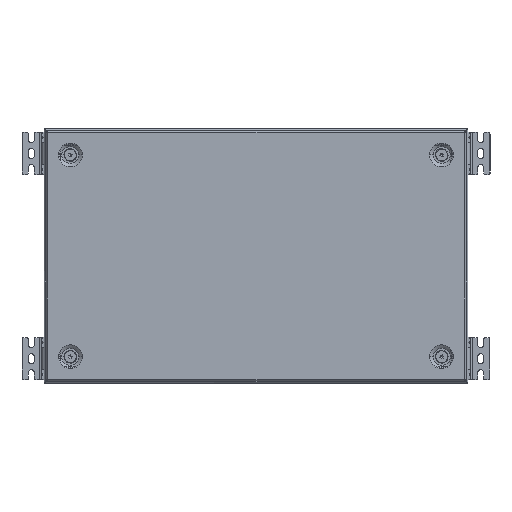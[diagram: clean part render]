
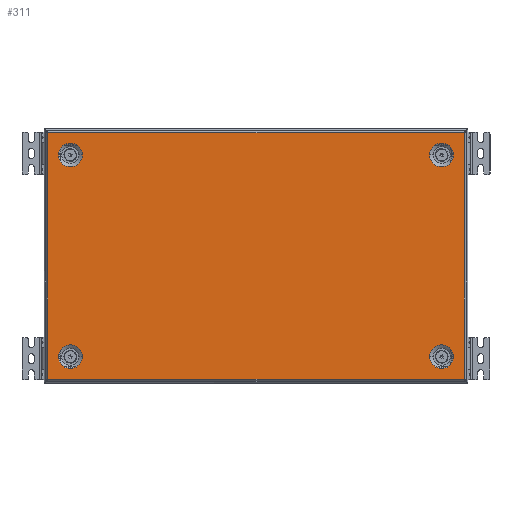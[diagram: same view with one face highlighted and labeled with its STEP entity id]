
A CAD part, top view. The second image highlights one B-rep face of the part: STEP entity #311.
In plain terms, the highlighted planar face has unit normal (0, 0, 1).
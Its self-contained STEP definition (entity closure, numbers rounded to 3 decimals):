
#148 = CARTESIAN_POINT ( 'NONE',  ( 233., 119., 0. ) ) ;
#240 = DIRECTION ( 'NONE',  ( 1., 0., 0. ) ) ;
#311 = ADVANCED_FACE ( 'NONE', ( #770, #19452, #19182, #15076, #10729 ), #15485, .T. ) ;
#446 = VECTOR ( 'NONE', #21120, 1000. ) ;
#770 = FACE_BOUND ( 'NONE', #19365, .T. ) ;
#1046 = LINE ( 'NONE', #26236, #26754 ) ;
#1259 = ORIENTED_EDGE ( 'NONE', *, *, #18308, .F. ) ;
#1907 = VERTEX_POINT ( 'NONE', #17332 ) ;
#1924 = ORIENTED_EDGE ( 'NONE', *, *, #11724, .T. ) ;
#1958 = DIRECTION ( 'NONE',  ( 0., 0., 1. ) ) ;
#2083 = VERTEX_POINT ( 'NONE', #18280 ) ;
#2201 = CARTESIAN_POINT ( 'NONE',  ( -233., 119., 0. ) ) ;
#2570 = CARTESIAN_POINT ( 'NONE',  ( -247.5, 145.5, 0. ) ) ;
#2578 = CARTESIAN_POINT ( 'NONE',  ( 0., 0., 0. ) ) ;
#2724 = VERTEX_POINT ( 'NONE', #4471 ) ;
#2912 = ORIENTED_EDGE ( 'NONE', *, *, #11898, .F. ) ;
#3437 = CARTESIAN_POINT ( 'NONE',  ( -245.4, 145.5, 0. ) ) ;
#3522 = DIRECTION ( 'NONE',  ( 1., 0., 0. ) ) ;
#3571 = EDGE_LOOP ( 'NONE', ( #12843, #13767 ) ) ;
#3615 = VERTEX_POINT ( 'NONE', #148 ) ;
#3698 = EDGE_LOOP ( 'NONE', ( #19797, #4950, #2912, #12780, #4263, #1924, #15303, #16420 ) ) ;
#4104 = VERTEX_POINT ( 'NONE', #10127 ) ;
#4205 = CARTESIAN_POINT ( 'NONE',  ( -219., -119., 0. ) ) ;
#4263 = ORIENTED_EDGE ( 'NONE', *, *, #24820, .T. ) ;
#4302 = DIRECTION ( 'NONE',  ( -1., 0., 0. ) ) ;
#4347 = DIRECTION ( 'NONE',  ( -1., 0., 0. ) ) ;
#4471 = CARTESIAN_POINT ( 'NONE',  ( -205., 119., 0. ) ) ;
#4503 = VERTEX_POINT ( 'NONE', #3437 ) ;
#4600 = DIRECTION ( 'NONE',  ( 1., 0., 0. ) ) ;
#4620 = ORIENTED_EDGE ( 'NONE', *, *, #18472, .F. ) ;
#4749 = VERTEX_POINT ( 'NONE', #22627 ) ;
#4950 = ORIENTED_EDGE ( 'NONE', *, *, #12911, .T. ) ;
#5087 = ORIENTED_EDGE ( 'NONE', *, *, #23133, .F. ) ;
#5277 = EDGE_CURVE ( 'NONE', #4104, #15126, #22578, .T. ) ;
#5581 = CARTESIAN_POINT ( 'NONE',  ( -205., -119., 0. ) ) ;
#5846 = AXIS2_PLACEMENT_3D ( 'NONE', #7949, #1958, #24845 ) ;
#6518 = LINE ( 'NONE', #12483, #21700 ) ;
#7062 = CIRCLE ( 'NONE', #11401, 14. ) ;
#7170 = DIRECTION ( 'NONE',  ( 1., 0., 0. ) ) ;
#7622 = CARTESIAN_POINT ( 'NONE',  ( 245.5, -145.5, 0. ) ) ;
#7784 = VECTOR ( 'NONE', #10857, 1000. ) ;
#7926 = DIRECTION ( 'NONE',  ( 1., 0., 0. ) ) ;
#7949 = CARTESIAN_POINT ( 'NONE',  ( 219., -119., 0. ) ) ;
#8059 = LINE ( 'NONE', #14462, #25121 ) ;
#8688 = DIRECTION ( 'NONE',  ( 0., 0., 1. ) ) ;
#9102 = CARTESIAN_POINT ( 'NONE',  ( -219., -119., 0. ) ) ;
#9340 = DIRECTION ( 'NONE',  ( 0., 1., 0. ) ) ;
#9613 = EDGE_CURVE ( 'NONE', #19676, #24332, #26080, .T. ) ;
#9787 = AXIS2_PLACEMENT_3D ( 'NONE', #20970, #18921, #240 ) ;
#9817 = VERTEX_POINT ( 'NONE', #10325 ) ;
#10127 = CARTESIAN_POINT ( 'NONE',  ( -233., -119., 0. ) ) ;
#10325 = CARTESIAN_POINT ( 'NONE',  ( -245.4, -145.5, 0. ) ) ;
#10389 = CIRCLE ( 'NONE', #26018, 14. ) ;
#10728 = DIRECTION ( 'NONE',  ( 0., 0., 1. ) ) ;
#10729 = FACE_BOUND ( 'NONE', #11712, .T. ) ;
#10749 = CARTESIAN_POINT ( 'NONE',  ( -245.5, 145.793, 0. ) ) ;
#10857 = DIRECTION ( 'NONE',  ( 1., 0., 0. ) ) ;
#11143 = VERTEX_POINT ( 'NONE', #13335 ) ;
#11401 = AXIS2_PLACEMENT_3D ( 'NONE', #13253, #17517, #7170 ) ;
#11701 = ORIENTED_EDGE ( 'NONE', *, *, #20514, .F. ) ;
#11712 = EDGE_LOOP ( 'NONE', ( #13989, #1259 ) ) ;
#11724 = EDGE_CURVE ( 'NONE', #9817, #15319, #6518, .T. ) ;
#11898 = EDGE_CURVE ( 'NONE', #20110, #4503, #17001, .T. ) ;
#12229 = CARTESIAN_POINT ( 'NONE',  ( 245.4, -145.5, 0. ) ) ;
#12329 = AXIS2_PLACEMENT_3D ( 'NONE', #2578, #8688, #17006 ) ;
#12483 = CARTESIAN_POINT ( 'NONE',  ( -245.793, -145.5, 0. ) ) ;
#12631 = EDGE_CURVE ( 'NONE', #15319, #19676, #8059, .T. ) ;
#12723 = EDGE_CURVE ( 'NONE', #24332, #16354, #18297, .T. ) ;
#12748 = CIRCLE ( 'NONE', #21472, 14. ) ;
#12780 = ORIENTED_EDGE ( 'NONE', *, *, #14109, .T. ) ;
#12843 = ORIENTED_EDGE ( 'NONE', *, *, #26007, .F. ) ;
#12856 = CARTESIAN_POINT ( 'NONE',  ( 219., 119., 0. ) ) ;
#12911 = EDGE_CURVE ( 'NONE', #16354, #4503, #17054, .T. ) ;
#13049 = CARTESIAN_POINT ( 'NONE',  ( 245.5, 145.5, 0. ) ) ;
#13253 = CARTESIAN_POINT ( 'NONE',  ( -219., 119., 0. ) ) ;
#13335 = CARTESIAN_POINT ( 'NONE',  ( 205., 119., 0. ) ) ;
#13426 = CARTESIAN_POINT ( 'NONE',  ( -245.5, 145.5, 0. ) ) ;
#13767 = ORIENTED_EDGE ( 'NONE', *, *, #23233, .F. ) ;
#13989 = ORIENTED_EDGE ( 'NONE', *, *, #5277, .F. ) ;
#14109 = EDGE_CURVE ( 'NONE', #20110, #4749, #19064, .T. ) ;
#14462 = CARTESIAN_POINT ( 'NONE',  ( 247.5, -145.5, 0. ) ) ;
#14567 = CIRCLE ( 'NONE', #9787, 14. ) ;
#15076 = FACE_BOUND ( 'NONE', #3571, .T. ) ;
#15126 = VERTEX_POINT ( 'NONE', #5581 ) ;
#15303 = ORIENTED_EDGE ( 'NONE', *, *, #12631, .T. ) ;
#15319 = VERTEX_POINT ( 'NONE', #12229 ) ;
#15485 = PLANE ( 'NONE',  #12329 ) ;
#15490 = CARTESIAN_POINT ( 'NONE',  ( 245.4, 145.5, 0. ) ) ;
#15760 = DIRECTION ( 'NONE',  ( 1., 0., 0. ) ) ;
#15780 = EDGE_CURVE ( 'NONE', #2724, #23420, #7062, .T. ) ;
#15948 = VECTOR ( 'NONE', #9340, 1000. ) ;
#16016 = CIRCLE ( 'NONE', #21275, 14. ) ;
#16354 = VERTEX_POINT ( 'NONE', #15490 ) ;
#16420 = ORIENTED_EDGE ( 'NONE', *, *, #9613, .T. ) ;
#17001 = LINE ( 'NONE', #2570, #7784 ) ;
#17006 = DIRECTION ( 'NONE',  ( 1., 0., 0. ) ) ;
#17054 = LINE ( 'NONE', #25352, #20807 ) ;
#17332 = CARTESIAN_POINT ( 'NONE',  ( 205., -119., 0. ) ) ;
#17517 = DIRECTION ( 'NONE',  ( 0., 0., 1. ) ) ;
#17812 = CARTESIAN_POINT ( 'NONE',  ( -219., 119., 0. ) ) ;
#18280 = CARTESIAN_POINT ( 'NONE',  ( 233., -119., 0. ) ) ;
#18297 = LINE ( 'NONE', #26578, #20345 ) ;
#18308 = EDGE_CURVE ( 'NONE', #15126, #4104, #10389, .T. ) ;
#18472 = EDGE_CURVE ( 'NONE', #23420, #2724, #16016, .T. ) ;
#18636 = DIRECTION ( 'NONE',  ( 0., 0., 1. ) ) ;
#18921 = DIRECTION ( 'NONE',  ( 0., 0., 1. ) ) ;
#19064 = LINE ( 'NONE', #10749, #446 ) ;
#19182 = FACE_OUTER_BOUND ( 'NONE', #3698, .T. ) ;
#19365 = EDGE_LOOP ( 'NONE', ( #4620, #26659 ) ) ;
#19433 = EDGE_LOOP ( 'NONE', ( #5087, #11701 ) ) ;
#19452 = FACE_BOUND ( 'NONE', #19433, .T. ) ;
#19676 = VERTEX_POINT ( 'NONE', #7622 ) ;
#19687 = CARTESIAN_POINT ( 'NONE',  ( 245.5, -145.793, 0. ) ) ;
#19797 = ORIENTED_EDGE ( 'NONE', *, *, #12723, .T. ) ;
#20110 = VERTEX_POINT ( 'NONE', #13426 ) ;
#20345 = VECTOR ( 'NONE', #24550, 1000. ) ;
#20514 = EDGE_CURVE ( 'NONE', #11143, #3615, #20605, .T. ) ;
#20605 = CIRCLE ( 'NONE', #24910, 14. ) ;
#20644 = CIRCLE ( 'NONE', #5846, 14. ) ;
#20807 = VECTOR ( 'NONE', #21279, 1000. ) ;
#20925 = DIRECTION ( 'NONE',  ( 0., 0., 1. ) ) ;
#20970 = CARTESIAN_POINT ( 'NONE',  ( 219., -119., 0. ) ) ;
#21071 = DIRECTION ( 'NONE',  ( -1., 0., 0. ) ) ;
#21120 = DIRECTION ( 'NONE',  ( 0., -1., 0. ) ) ;
#21275 = AXIS2_PLACEMENT_3D ( 'NONE', #17812, #23648, #15760 ) ;
#21279 = DIRECTION ( 'NONE',  ( -1., 0., 0. ) ) ;
#21472 = AXIS2_PLACEMENT_3D ( 'NONE', #24863, #20925, #4302 ) ;
#21700 = VECTOR ( 'NONE', #4600, 1000. ) ;
#22578 = CIRCLE ( 'NONE', #26470, 14. ) ;
#22627 = CARTESIAN_POINT ( 'NONE',  ( -245.5, -145.5, 0. ) ) ;
#23133 = EDGE_CURVE ( 'NONE', #3615, #11143, #12748, .T. ) ;
#23233 = EDGE_CURVE ( 'NONE', #1907, #2083, #14567, .T. ) ;
#23354 = DIRECTION ( 'NONE',  ( 0., 0., 1. ) ) ;
#23420 = VERTEX_POINT ( 'NONE', #2201 ) ;
#23648 = DIRECTION ( 'NONE',  ( 0., 0., 1. ) ) ;
#24332 = VERTEX_POINT ( 'NONE', #13049 ) ;
#24550 = DIRECTION ( 'NONE',  ( -1., 0., 0. ) ) ;
#24820 = EDGE_CURVE ( 'NONE', #4749, #9817, #1046, .T. ) ;
#24845 = DIRECTION ( 'NONE',  ( 1., 0., 0. ) ) ;
#24863 = CARTESIAN_POINT ( 'NONE',  ( 219., 119., 0. ) ) ;
#24910 = AXIS2_PLACEMENT_3D ( 'NONE', #12856, #23354, #21071 ) ;
#25025 = DIRECTION ( 'NONE',  ( -1., 0., 0. ) ) ;
#25121 = VECTOR ( 'NONE', #7926, 1000. ) ;
#25352 = CARTESIAN_POINT ( 'NONE',  ( 245.793, 145.5, 0. ) ) ;
#26007 = EDGE_CURVE ( 'NONE', #2083, #1907, #20644, .T. ) ;
#26018 = AXIS2_PLACEMENT_3D ( 'NONE', #9102, #10728, #4347 ) ;
#26080 = LINE ( 'NONE', #19687, #15948 ) ;
#26236 = CARTESIAN_POINT ( 'NONE',  ( -245.793, -145.5, 0. ) ) ;
#26470 = AXIS2_PLACEMENT_3D ( 'NONE', #4205, #18636, #25025 ) ;
#26578 = CARTESIAN_POINT ( 'NONE',  ( 245.793, 145.5, 0. ) ) ;
#26659 = ORIENTED_EDGE ( 'NONE', *, *, #15780, .F. ) ;
#26754 = VECTOR ( 'NONE', #3522, 1000. ) ;
